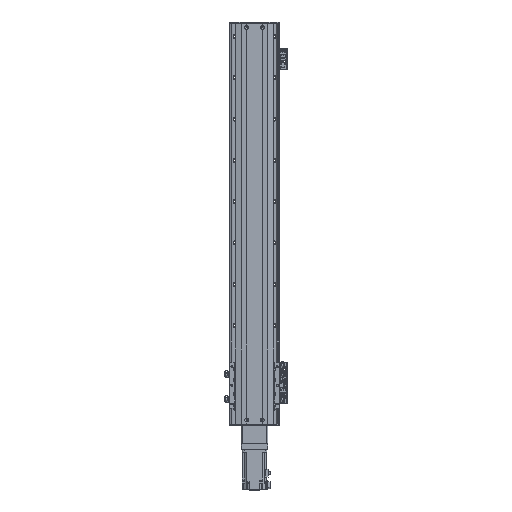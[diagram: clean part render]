
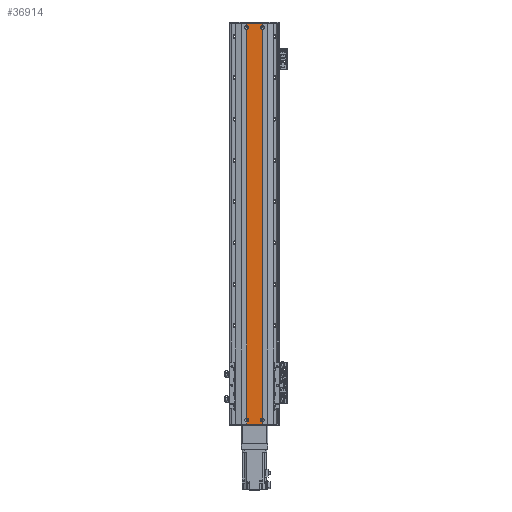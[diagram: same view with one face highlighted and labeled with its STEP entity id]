
A CAD part, top view. The second image highlights one B-rep face of the part: STEP entity #36914.
In plain terms, the highlighted face is planar.
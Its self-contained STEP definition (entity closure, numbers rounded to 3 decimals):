
#4214=CIRCLE('',#40599,4.55);
#4216=CIRCLE('',#40601,4.55);
#4219=CIRCLE('',#40606,4.55);
#4221=CIRCLE('',#40608,4.55);
#4227=CIRCLE('',#40616,4.55);
#4232=CIRCLE('',#40623,4.55);
#6146=FACE_OUTER_BOUND('',#8412,.T.);
#8412=EDGE_LOOP('',(#30778,#30779,#30780,#30781,#30782,#30783,#30784,#30785,
#30786,#30787,#30788,#30789,#30790,#30791));
#11025=LINE('',#63696,#13910);
#11028=LINE('',#63701,#13913);
#11031=LINE('',#63707,#13916);
#11033=LINE('',#63710,#13918);
#11066=LINE('',#63805,#13951);
#11137=LINE('',#63971,#14022);
#11138=LINE('',#63973,#14023);
#11139=LINE('',#63974,#14024);
#13910=VECTOR('',#48825,10.);
#13913=VECTOR('',#48830,10.);
#13916=VECTOR('',#48835,10.);
#13918=VECTOR('',#48839,10.);
#13951=VECTOR('',#48906,10.);
#14022=VECTOR('',#49087,10.);
#14023=VECTOR('',#49090,10.);
#14024=VECTOR('',#49091,10.);
#17297=VERTEX_POINT('',#63561);
#17298=VERTEX_POINT('',#63565);
#17300=VERTEX_POINT('',#63570);
#17306=VERTEX_POINT('',#63591);
#17307=VERTEX_POINT('',#63595);
#17309=VERTEX_POINT('',#63600);
#17314=VERTEX_POINT('',#63617);
#17320=VERTEX_POINT('',#63636);
#17323=VERTEX_POINT('',#63647);
#17329=VERTEX_POINT('',#63666);
#17337=VERTEX_POINT('',#63695);
#17338=VERTEX_POINT('',#63699);
#17340=VERTEX_POINT('',#63705);
#17385=VERTEX_POINT('',#63803);
#21925=EDGE_CURVE('',#17298,#17297,#4214,.T.);
#21928=EDGE_CURVE('',#17300,#17298,#4216,.T.);
#21936=EDGE_CURVE('',#17307,#17306,#4219,.T.);
#21939=EDGE_CURVE('',#17309,#17307,#4221,.T.);
#21953=EDGE_CURVE('',#17314,#17320,#4227,.T.);
#21964=EDGE_CURVE('',#17323,#17329,#4232,.T.);
#21977=EDGE_CURVE('',#17300,#17337,#11025,.T.);
#21980=EDGE_CURVE('',#17338,#17306,#11028,.T.);
#21983=EDGE_CURVE('',#17329,#17340,#11031,.T.);
#21985=EDGE_CURVE('',#17320,#17323,#11033,.T.);
#22032=EDGE_CURVE('',#17385,#17338,#11066,.T.);
#22116=EDGE_CURVE('',#17385,#17314,#11137,.T.);
#22117=EDGE_CURVE('',#17309,#17297,#11138,.T.);
#22118=EDGE_CURVE('',#17337,#17340,#11139,.T.);
#30778=ORIENTED_EDGE('',*,*,#21928,.T.);
#30779=ORIENTED_EDGE('',*,*,#21925,.T.);
#30780=ORIENTED_EDGE('',*,*,#22117,.F.);
#30781=ORIENTED_EDGE('',*,*,#21939,.T.);
#30782=ORIENTED_EDGE('',*,*,#21936,.T.);
#30783=ORIENTED_EDGE('',*,*,#21980,.F.);
#30784=ORIENTED_EDGE('',*,*,#22032,.F.);
#30785=ORIENTED_EDGE('',*,*,#22116,.T.);
#30786=ORIENTED_EDGE('',*,*,#21953,.T.);
#30787=ORIENTED_EDGE('',*,*,#21985,.T.);
#30788=ORIENTED_EDGE('',*,*,#21964,.T.);
#30789=ORIENTED_EDGE('',*,*,#21983,.T.);
#30790=ORIENTED_EDGE('',*,*,#22118,.F.);
#30791=ORIENTED_EDGE('',*,*,#21977,.F.);
#35328=PLANE('',#40705);
#36914=ADVANCED_FACE('',(#6146),#35328,.T.);
#40599=AXIS2_PLACEMENT_3D('',#63566,#48745,#48746);
#40601=AXIS2_PLACEMENT_3D('',#63571,#48750,#48751);
#40606=AXIS2_PLACEMENT_3D('',#63596,#48761,#48762);
#40608=AXIS2_PLACEMENT_3D('',#63601,#48766,#48767);
#40616=AXIS2_PLACEMENT_3D('',#63640,#48784,#48785);
#40623=AXIS2_PLACEMENT_3D('',#63670,#48800,#48801);
#40705=AXIS2_PLACEMENT_3D('',#63972,#49088,#49089);
#48745=DIRECTION('center_axis',(0.,-1.,0.));
#48746=DIRECTION('ref_axis',(1.,0.,0.));
#48750=DIRECTION('center_axis',(0.,-1.,0.));
#48751=DIRECTION('ref_axis',(1.,0.,0.));
#48761=DIRECTION('center_axis',(0.,-1.,0.));
#48762=DIRECTION('ref_axis',(1.,0.,0.));
#48766=DIRECTION('center_axis',(0.,-1.,0.));
#48767=DIRECTION('ref_axis',(1.,0.,0.));
#48784=DIRECTION('center_axis',(0.,-1.,0.));
#48785=DIRECTION('ref_axis',(1.,0.,0.));
#48800=DIRECTION('center_axis',(0.,-1.,0.));
#48801=DIRECTION('ref_axis',(1.,0.,0.));
#48825=DIRECTION('',(0.,0.,1.));
#48830=DIRECTION('',(0.,0.,1.));
#48835=DIRECTION('',(0.,0.,1.));
#48839=DIRECTION('',(0.,0.,1.));
#48906=DIRECTION('',(1.,0.,0.));
#49087=DIRECTION('',(0.,0.,1.));
#49088=DIRECTION('center_axis',(0.,1.,0.));
#49089=DIRECTION('ref_axis',(-1.,0.,0.));
#49090=DIRECTION('',(0.,0.,1.));
#49091=DIRECTION('',(-1.,0.,0.));
#63561=CARTESIAN_POINT('',(18.5,2.5,470.978));
#63565=CARTESIAN_POINT('',(14.45,2.5,475.5));
#63566=CARTESIAN_POINT('Origin',(19.,2.5,475.5));
#63570=CARTESIAN_POINT('',(18.5,2.5,480.022));
#63571=CARTESIAN_POINT('Origin',(19.,2.5,475.5));
#63591=CARTESIAN_POINT('',(18.5,2.5,-480.022));
#63595=CARTESIAN_POINT('',(14.45,2.5,-475.5));
#63596=CARTESIAN_POINT('Origin',(19.,2.5,-475.5));
#63600=CARTESIAN_POINT('',(18.5,2.5,-470.978));
#63601=CARTESIAN_POINT('Origin',(19.,2.5,-475.5));
#63617=CARTESIAN_POINT('',(-18.5,2.5,-480.022));
#63636=CARTESIAN_POINT('',(-18.5,2.5,-470.978));
#63640=CARTESIAN_POINT('Origin',(-19.,2.5,-475.5));
#63647=CARTESIAN_POINT('',(-18.5,2.5,470.978));
#63666=CARTESIAN_POINT('',(-18.5,2.5,480.022));
#63670=CARTESIAN_POINT('Origin',(-19.,2.5,475.5));
#63695=CARTESIAN_POINT('',(18.5,2.5,485.5));
#63696=CARTESIAN_POINT('',(18.5,2.5,0.));
#63699=CARTESIAN_POINT('',(18.5,2.5,-485.5));
#63701=CARTESIAN_POINT('',(18.5,2.5,0.));
#63705=CARTESIAN_POINT('',(-18.5,2.5,485.5));
#63707=CARTESIAN_POINT('',(-18.5,2.5,0.));
#63710=CARTESIAN_POINT('',(-18.5,2.5,0.));
#63803=CARTESIAN_POINT('',(-18.5,2.5,-485.5));
#63805=CARTESIAN_POINT('',(18.5,2.5,-485.5));
#63971=CARTESIAN_POINT('',(-18.5,2.5,0.));
#63972=CARTESIAN_POINT('Origin',(18.5,2.5,0.));
#63973=CARTESIAN_POINT('',(18.5,2.5,0.));
#63974=CARTESIAN_POINT('',(18.5,2.5,485.5));
